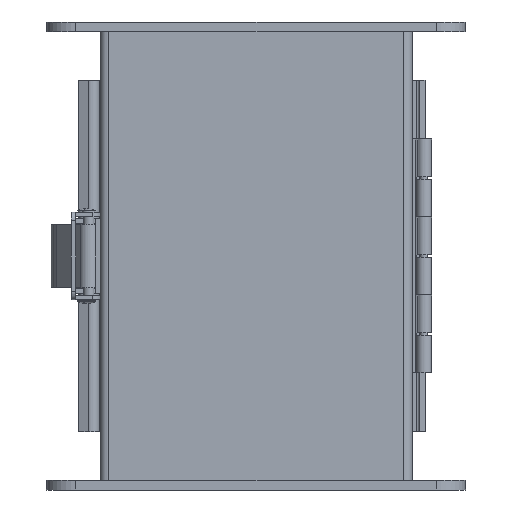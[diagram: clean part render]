
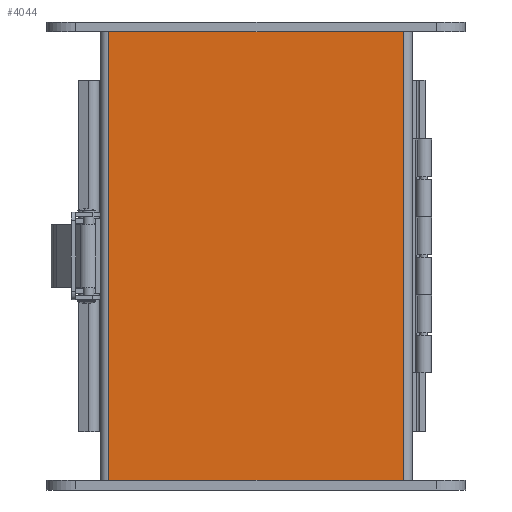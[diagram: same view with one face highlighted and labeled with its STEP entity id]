
A CAD part, front view. The second image highlights one B-rep face of the part: STEP entity #4044.
In plain terms, the highlighted face is planar.
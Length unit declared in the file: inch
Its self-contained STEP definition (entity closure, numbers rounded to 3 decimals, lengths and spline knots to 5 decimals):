
#194=PLANE('',#4307);
#355=FACE_OUTER_BOUND('',#590,.T.);
#590=EDGE_LOOP('',(#2845,#2846,#2847,#2848));
#1054=LINE('',#6012,#1444);
#1059=LINE('',#6030,#1449);
#1063=LINE('',#6044,#1453);
#1065=LINE('',#6047,#1455);
#1444=VECTOR('',#4789,6.);
#1449=VECTOR('',#4812,6.);
#1453=VECTOR('',#4832,3.7895);
#1455=VECTOR('',#4836,3.7895);
#1819=VERTEX_POINT('',#6009);
#1820=VERTEX_POINT('',#6011);
#1823=VERTEX_POINT('',#6027);
#1824=VERTEX_POINT('',#6029);
#2209=EDGE_CURVE('',#1820,#1819,#1054,.T.);
#2218=EDGE_CURVE('',#1824,#1823,#1059,.T.);
#2225=EDGE_CURVE('',#1820,#1823,#1063,.T.);
#2227=EDGE_CURVE('',#1824,#1819,#1065,.T.);
#2845=ORIENTED_EDGE('',*,*,#2209,.T.);
#2846=ORIENTED_EDGE('',*,*,#2227,.F.);
#2847=ORIENTED_EDGE('',*,*,#2218,.T.);
#2848=ORIENTED_EDGE('',*,*,#2225,.F.);
#4044=ADVANCED_FACE('',(#355),#194,.F.);
#4307=AXIS2_PLACEMENT_3D('',#6046,#4834,#4835);
#4789=DIRECTION('',(0.,-1.,0.));
#4812=DIRECTION('',(0.,1.,0.));
#4832=DIRECTION('',(-1.,0.,0.));
#4834=DIRECTION('center_axis',(0.,0.,1.));
#4835=DIRECTION('ref_axis',(1.,0.,0.));
#4836=DIRECTION('',(1.,0.,0.));
#6009=CARTESIAN_POINT('',(1.89475,-3.,0.));
#6011=CARTESIAN_POINT('',(1.89475,3.,0.));
#6012=CARTESIAN_POINT('',(1.89475,1.5,0.));
#6027=CARTESIAN_POINT('',(-1.89475,3.,0.));
#6029=CARTESIAN_POINT('',(-1.89475,-3.,0.));
#6030=CARTESIAN_POINT('',(-1.89475,-1.5,0.));
#6044=CARTESIAN_POINT('',(2.,3.,0.));
#6046=CARTESIAN_POINT('Origin',(0.,0.,
0.));
#6047=CARTESIAN_POINT('',(-2.,-3.,0.));
